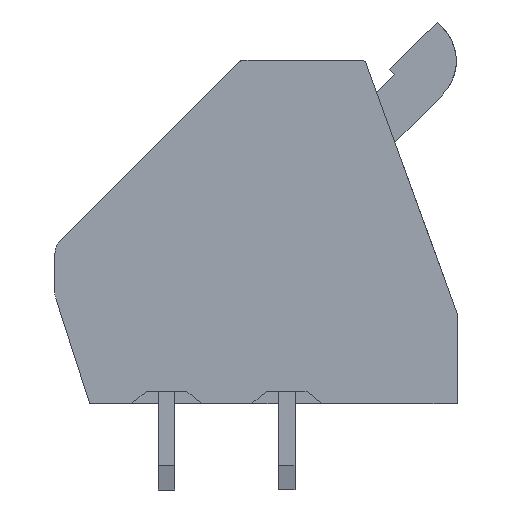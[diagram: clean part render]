
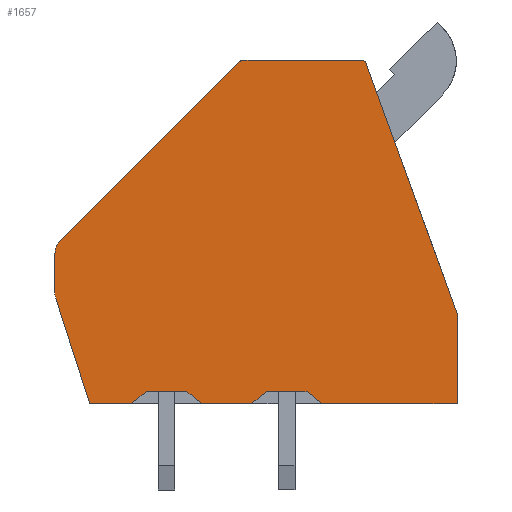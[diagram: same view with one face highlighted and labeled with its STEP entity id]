
A CAD part, front view. The second image highlights one B-rep face of the part: STEP entity #1657.
In plain terms, the highlighted planar face has unit normal (0, -1, 0).
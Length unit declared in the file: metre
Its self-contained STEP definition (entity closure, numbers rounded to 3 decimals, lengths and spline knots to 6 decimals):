
#1657=ADVANCED_FACE('',(#3991),#3992,.T.);
#3991=FACE_OUTER_BOUND('',#7122,.T.);
#3992=PLANE('',#7123);
#7122=EDGE_LOOP('',(#11886,#11887,#11888,#11889,#11890,#11891,#11892,#11893,#11894,#11895,#11896,#11897,#11898,#11899,#11900,#11901,#11902,#11903,#11904));
#7123=AXIS2_PLACEMENT_3D('',#11905,#11906,#11907);
#11886=ORIENTED_EDGE('',*,*,#18663,.F.);
#11887=ORIENTED_EDGE('',*,*,#18648,.F.);
#11888=ORIENTED_EDGE('',*,*,#18658,.F.);
#11889=ORIENTED_EDGE('',*,*,#18500,.T.);
#11890=ORIENTED_EDGE('',*,*,#18660,.T.);
#11891=ORIENTED_EDGE('',*,*,#18654,.T.);
#11892=ORIENTED_EDGE('',*,*,#18666,.T.);
#11893=ORIENTED_EDGE('',*,*,#18620,.T.);
#11894=ORIENTED_EDGE('',*,*,#18624,.T.);
#11895=ORIENTED_EDGE('',*,*,#18639,.T.);
#11896=ORIENTED_EDGE('',*,*,#18676,.T.);
#11897=ORIENTED_EDGE('',*,*,#18688,.T.);
#11898=ORIENTED_EDGE('',*,*,#18669,.T.);
#11899=ORIENTED_EDGE('',*,*,#18679,.T.);
#11900=ORIENTED_EDGE('',*,*,#18684,.T.);
#11901=ORIENTED_EDGE('',*,*,#18686,.F.);
#11902=ORIENTED_EDGE('',*,*,#18632,.F.);
#11903=ORIENTED_EDGE('',*,*,#18637,.F.);
#11904=ORIENTED_EDGE('',*,*,#18674,.T.);
#11905=CARTESIAN_POINT('',(0.022283,0.138317,-0.037014));
#11906=DIRECTION('',(0.0,-1.0,0.));
#11907=DIRECTION('',(0.0,0.,-1.0));
#18500=EDGE_CURVE('',#22190,#22192,#22194,.T.);
#18620=EDGE_CURVE('',#22373,#22374,#22375,.T.);
#18624=EDGE_CURVE('',#22374,#22379,#22380,.T.);
#18632=EDGE_CURVE('',#22389,#22391,#22392,.T.);
#18637=EDGE_CURVE('',#22396,#22389,#22398,.T.);
#18639=EDGE_CURVE('',#22379,#22400,#22401,.T.);
#18648=EDGE_CURVE('',#22412,#22414,#22415,.T.);
#18654=EDGE_CURVE('',#22423,#22424,#22425,.T.);
#18658=EDGE_CURVE('',#22190,#22412,#22429,.T.);
#18660=EDGE_CURVE('',#22192,#22423,#22431,.T.);
#18663=EDGE_CURVE('',#22414,#22434,#22435,.T.);
#18666=EDGE_CURVE('',#22424,#22373,#22438,.T.);
#18669=EDGE_CURVE('',#22441,#22442,#22443,.T.);
#18674=EDGE_CURVE('',#22396,#22434,#22448,.T.);
#18676=EDGE_CURVE('',#22400,#22450,#22451,.T.);
#18679=EDGE_CURVE('',#22442,#22454,#22455,.T.);
#18684=EDGE_CURVE('',#22454,#22459,#22461,.T.);
#18686=EDGE_CURVE('',#22391,#22459,#22463,.T.);
#18688=EDGE_CURVE('',#22450,#22441,#22465,.T.);
#22190=VERTEX_POINT('',#27506);
#22192=VERTEX_POINT('',#27509);
#22194=LINE('',#27512,#27513);
#22373=VERTEX_POINT('',#27758);
#22374=VERTEX_POINT('',#27759);
#22375=LINE('',#27760,#27761);
#22379=VERTEX_POINT('',#27767);
#22380=CIRCLE('',#27768,0.0002);
#22389=VERTEX_POINT('',#27778);
#22391=VERTEX_POINT('',#27781);
#22392=LINE('',#27782,#27783);
#22396=VERTEX_POINT('',#27788);
#22398=LINE('',#27791,#27792);
#22400=VERTEX_POINT('',#27794);
#22401=LINE('',#27795,#27796);
#22412=VERTEX_POINT('',#27808);
#22414=VERTEX_POINT('',#27811);
#22415=LINE('',#27812,#27813);
#22423=VERTEX_POINT('',#27822);
#22424=VERTEX_POINT('',#27823);
#22425=LINE('',#27824,#27825);
#22429=LINE('',#27831,#27832);
#22431=LINE('',#27834,#27835);
#22434=VERTEX_POINT('',#27838);
#22435=LINE('',#27839,#27840);
#22438=CIRCLE('',#27844,0.0002);
#22441=VERTEX_POINT('',#27847);
#22442=VERTEX_POINT('',#27848);
#22443=CIRCLE('',#27849,0.0008);
#22448=LINE('',#27856,#27857);
#22450=VERTEX_POINT('',#27859);
#22451=CIRCLE('',#27860,0.0008);
#22454=VERTEX_POINT('',#27864);
#22455=LINE('',#27865,#27866);
#22459=VERTEX_POINT('',#27871);
#22461=LINE('',#27874,#27875);
#22463=LINE('',#27877,#27878);
#22465=LINE('',#27880,#27881);
#27506=CARTESIAN_POINT('',(0.02061,0.138317,-0.051114));
#27509=CARTESIAN_POINT('',(0.026264,0.138317,-0.051114));
#27512=CARTESIAN_POINT('',(0.026264,0.138317,-0.051114));
#27513=VECTOR('',#33266,1.0);
#27758=CARTESIAN_POINT('',(0.022283,0.138317,-0.036814));
#27759=CARTESIAN_POINT('',(0.017347,0.138317,-0.036814));
#27760=CARTESIAN_POINT('',(0.017347,0.138317,-0.036814));
#27761=VECTOR('',#33399,1.0);
#27767=CARTESIAN_POINT('',(0.017205,0.138317,-0.036873));
#27768=AXIS2_PLACEMENT_3D('',#33402,#33403,#33404);
#27778=CARTESIAN_POINT('',(0.015014,0.138317,-0.050614));
#27781=CARTESIAN_POINT('',(0.013314,0.138317,-0.050614));
#27782=CARTESIAN_POINT('',(0.022283,0.138317,-0.050614));
#27783=VECTOR('',#33413,1.0);
#27788=CARTESIAN_POINT('',(0.01561,0.138317,-0.051114));
#27791=CARTESIAN_POINT('',(0.012583,0.138317,-0.048574));
#27792=VECTOR('',#33416,1.0);
#27794=CARTESIAN_POINT('',(0.009748,0.138317,-0.04433));
#27795=CARTESIAN_POINT('',(0.009748,0.138317,-0.04433));
#27796=VECTOR('',#33417,1.0);
#27808=CARTESIAN_POINT('',(0.020014,0.138317,-0.050614));
#27811=CARTESIAN_POINT('',(0.018314,0.138317,-0.050614));
#27812=CARTESIAN_POINT('',(0.022243,0.138317,-0.050614));
#27813=VECTOR('',#33429,1.0);
#27822=CARTESIAN_POINT('',(0.026264,0.138317,-0.047366));
#27823=CARTESIAN_POINT('',(0.022471,0.138317,-0.036946));
#27824=CARTESIAN_POINT('',(0.022471,0.138317,-0.036946));
#27825=VECTOR('',#33437,1.0);
#27831=CARTESIAN_POINT('',(0.014625,0.138317,-0.046093));
#27832=VECTOR('',#33440,1.0);
#27834=CARTESIAN_POINT('',(0.026264,0.138317,-0.047366));
#27835=VECTOR('',#33441,1.0);
#27838=CARTESIAN_POINT('',(0.017718,0.138317,-0.051114));
#27839=CARTESIAN_POINT('',(0.027316,0.138317,-0.04306));
#27840=VECTOR('',#33442,1.0);
#27844=AXIS2_PLACEMENT_3D('',#33444,#33445,#33446);
#27847=CARTESIAN_POINT('',(0.009514,0.138317,-0.046488));
#27848=CARTESIAN_POINT('',(0.009552,0.138317,-0.046734));
#27849=AXIS2_PLACEMENT_3D('',#33447,#33448,#33449);
#27856=CARTESIAN_POINT('',(0.026264,0.138317,-0.051114));
#27857=VECTOR('',#33452,1.0);
#27859=CARTESIAN_POINT('',(0.009514,0.138317,-0.044895));
#27860=AXIS2_PLACEMENT_3D('',#33453,#33454,#33455);
#27864=CARTESIAN_POINT('',(0.010964,0.138317,-0.051114));
#27865=CARTESIAN_POINT('',(0.010964,0.138317,-0.051114));
#27866=VECTOR('',#33457,1.0);
#27871=CARTESIAN_POINT('',(0.012718,0.138317,-0.051114));
#27874=CARTESIAN_POINT('',(0.026264,0.138317,-0.051114));
#27875=VECTOR('',#33460,1.0);
#27877=CARTESIAN_POINT('',(0.025274,0.138317,-0.040578));
#27878=VECTOR('',#33461,1.0);
#27880=CARTESIAN_POINT('',(0.009514,0.138317,-0.046488));
#27881=VECTOR('',#33462,1.0);
#33266=DIRECTION('',(1.0,0.0,0.0));
#33399=DIRECTION('',(-1.0,0.0,0.0));
#33402=CARTESIAN_POINT('',(0.017347,0.138317,-0.037014));
#33403=DIRECTION('',(0.,-1.0,0.));
#33404=DIRECTION('',(0.383,0.,-0.924));
#33413=DIRECTION('',(-1.0,0.0,0.0));
#33416=DIRECTION('',(-0.766,0.,0.643));
#33417=DIRECTION('',(-0.707,0.,-0.707));
#33429=DIRECTION('',(-1.0,0.0,0.0));
#33437=DIRECTION('',(-0.342,0.,0.94));
#33440=DIRECTION('',(-0.766,0.,0.643));
#33441=DIRECTION('',(0.,0.,1.0));
#33442=DIRECTION('',(-0.766,0.,-0.643));
#33444=CARTESIAN_POINT('',(0.022283,0.138317,-0.037014));
#33445=DIRECTION('',(0.,-1.0,0.));
#33446=DIRECTION('',(-0.574,0.,-0.819));
#33447=CARTESIAN_POINT('',(0.010314,0.138317,-0.046488));
#33448=DIRECTION('',(0.,-1.0,0.));
#33449=DIRECTION('',(0.988,0.,0.155));
#33452=DIRECTION('',(1.0,0.0,0.0));
#33453=CARTESIAN_POINT('',(0.010314,0.138317,-0.044895));
#33454=DIRECTION('',(0.,-1.0,0.));
#33455=DIRECTION('',(0.924,0.,-0.383));
#33457=DIRECTION('',(0.307,0.,-0.952));
#33460=DIRECTION('',(1.0,0.0,0.0));
#33461=DIRECTION('',(-0.766,0.,-0.643));
#33462=DIRECTION('',(0.,0.,-1.0));
